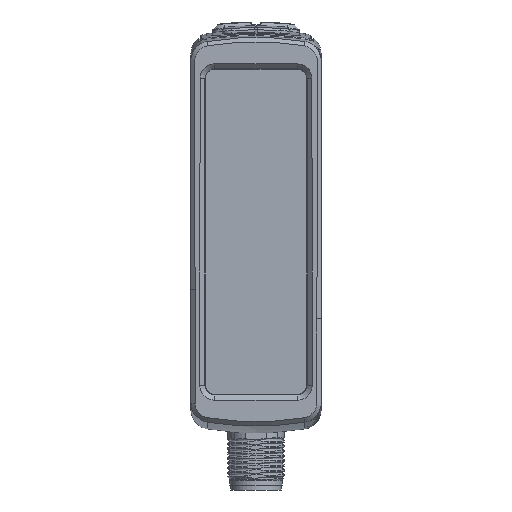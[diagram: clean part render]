
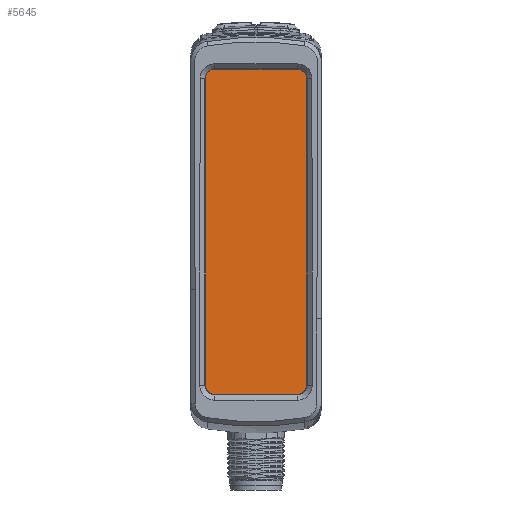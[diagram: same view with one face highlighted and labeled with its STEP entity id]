
A CAD part, front view. The second image highlights one B-rep face of the part: STEP entity #5645.
In plain terms, the highlighted planar face has unit normal (-0.018, -1, -0.001).
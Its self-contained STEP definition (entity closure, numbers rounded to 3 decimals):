
#1450=B_SPLINE_CURVE_WITH_KNOTS('',3,(#72375,#72376,#72377,#72378),
 .UNSPECIFIED.,.F.,.F.,(4,4),(0.,1.),.UNSPECIFIED.);
#1451=B_SPLINE_CURVE_WITH_KNOTS('',3,(#72382,#72383,#72384,#72385),
 .UNSPECIFIED.,.F.,.F.,(4,4),(0.,1.),.UNSPECIFIED.);
#1452=B_SPLINE_CURVE_WITH_KNOTS('',3,(#72389,#72390,#72391,#72392),
 .UNSPECIFIED.,.F.,.F.,(4,4),(0.,1.),.UNSPECIFIED.);
#1453=B_SPLINE_CURVE_WITH_KNOTS('',3,(#72396,#72397,#72398,#72399),
 .UNSPECIFIED.,.F.,.F.,(4,4),(0.,1.),.UNSPECIFIED.);
#1983=LINE('',#72372,#2501);
#1984=LINE('',#72380,#2502);
#1985=LINE('',#72387,#2503);
#1986=LINE('',#72394,#2504);
#2501=VECTOR('',#15505,1.);
#2502=VECTOR('',#15506,1.);
#2503=VECTOR('',#15507,1.);
#2504=VECTOR('',#15508,1.);
#4780=PLANE('',#13892);
#5645=ADVANCED_FACE('',(#6369),#4780,.F.);
#6369=FACE_OUTER_BOUND('',#7075,.T.);
#7075=EDGE_LOOP('',(#10197,#10198,#10199,#10200,#10201,#10202,#10203,#10204));
#10197=ORIENTED_EDGE('',*,*,#13002,.T.);
#10198=ORIENTED_EDGE('',*,*,#13003,.T.);
#10199=ORIENTED_EDGE('',*,*,#13004,.T.);
#10200=ORIENTED_EDGE('',*,*,#13005,.T.);
#10201=ORIENTED_EDGE('',*,*,#13006,.T.);
#10202=ORIENTED_EDGE('',*,*,#13007,.T.);
#10203=ORIENTED_EDGE('',*,*,#13008,.T.);
#10204=ORIENTED_EDGE('',*,*,#13009,.T.);
#11392=VERTEX_POINT('',#72373);
#11393=VERTEX_POINT('',#72374);
#11394=VERTEX_POINT('',#72379);
#11395=VERTEX_POINT('',#72381);
#11396=VERTEX_POINT('',#72386);
#11397=VERTEX_POINT('',#72388);
#11398=VERTEX_POINT('',#72393);
#11399=VERTEX_POINT('',#72395);
#13002=EDGE_CURVE('',#11392,#11393,#1983,.T.);
#13003=EDGE_CURVE('',#11393,#11394,#1450,.T.);
#13004=EDGE_CURVE('',#11394,#11395,#1984,.T.);
#13005=EDGE_CURVE('',#11395,#11396,#1451,.T.);
#13006=EDGE_CURVE('',#11396,#11397,#1985,.T.);
#13007=EDGE_CURVE('',#11397,#11398,#1452,.T.);
#13008=EDGE_CURVE('',#11398,#11399,#1986,.T.);
#13009=EDGE_CURVE('',#11399,#11392,#1453,.T.);
#13892=AXIS2_PLACEMENT_3D('',#72400,#15509,#15510);
#15505=DIRECTION('',(0.,-0.001,1.));
#15506=DIRECTION('',(-1.,0.017,0.));
#15507=DIRECTION('',(0.,0.001,-1.));
#15508=DIRECTION('',(1.,-0.017,0.));
#15509=DIRECTION('',(0.017,1.,0.001));
#15510=DIRECTION('',(-1.,0.017,0.));
#72372=CARTESIAN_POINT('',(-3.01,-48.235,-57.8));
#72373=CARTESIAN_POINT('',(-3.01,-48.235,-57.8));
#72374=CARTESIAN_POINT('',(-3.01,-48.291,5.898));
#72375=CARTESIAN_POINT('',(-3.01,-48.291,5.898));
#72376=CARTESIAN_POINT('',(-3.01,-48.291,6.906));
#72377=CARTESIAN_POINT('',(-3.903,-48.277,7.797));
#72378=CARTESIAN_POINT('',(-4.91,-48.259,7.797));
#72379=CARTESIAN_POINT('',(-4.91,-48.259,7.797));
#72380=CARTESIAN_POINT('',(-4.91,-48.259,7.797));
#72381=CARTESIAN_POINT('',(-22.108,-47.959,7.798));
#72382=CARTESIAN_POINT('',(-22.108,-47.959,7.798));
#72383=CARTESIAN_POINT('',(-23.117,-47.941,7.798));
#72384=CARTESIAN_POINT('',(-24.008,-47.925,6.905));
#72385=CARTESIAN_POINT('',(-24.008,-47.924,5.898));
#72386=CARTESIAN_POINT('',(-24.008,-47.924,5.898));
#72387=CARTESIAN_POINT('',(-24.008,-47.924,5.898));
#72388=CARTESIAN_POINT('',(-24.008,-47.868,-57.8));
#72389=CARTESIAN_POINT('',(-24.008,-47.868,-57.8));
#72390=CARTESIAN_POINT('',(-24.008,-47.867,-58.808));
#72391=CARTESIAN_POINT('',(-23.115,-47.882,-59.7));
#72392=CARTESIAN_POINT('',(-22.108,-47.9,-59.7));
#72393=CARTESIAN_POINT('',(-22.108,-47.9,-59.7));
#72394=CARTESIAN_POINT('',(-22.108,-47.9,-59.7));
#72395=CARTESIAN_POINT('',(-4.91,-48.2,-59.7));
#72396=CARTESIAN_POINT('',(-4.91,-48.2,-59.7));
#72397=CARTESIAN_POINT('',(-3.902,-48.218,-59.7));
#72398=CARTESIAN_POINT('',(-3.01,-48.234,-58.807));
#72399=CARTESIAN_POINT('',(-3.01,-48.235,-57.8));
#72400=CARTESIAN_POINT('',(-24.11,-47.879,-44.028));
